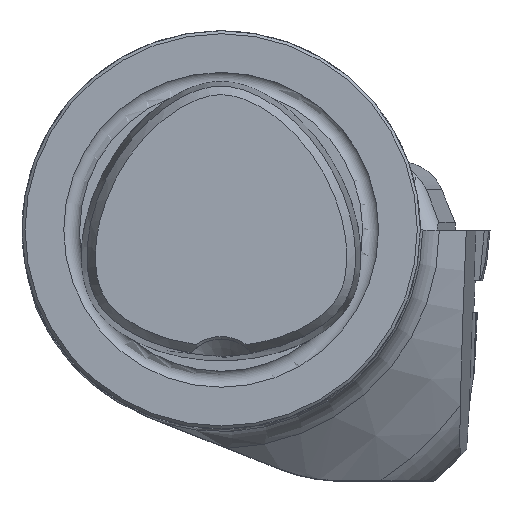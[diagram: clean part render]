
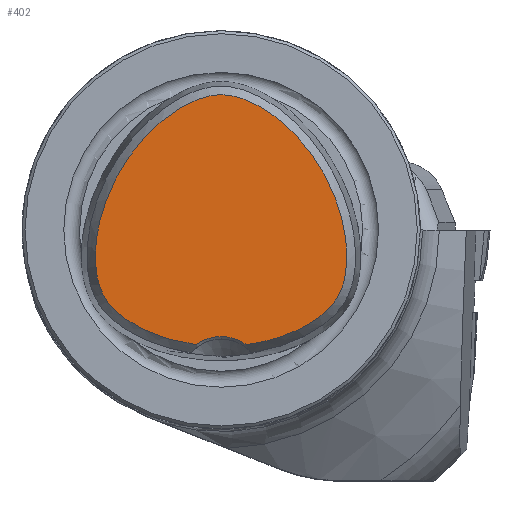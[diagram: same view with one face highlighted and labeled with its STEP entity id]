
A CAD part, top view. The second image highlights one B-rep face of the part: STEP entity #402.
In plain terms, the highlighted planar face has unit normal (0, 0, 1).
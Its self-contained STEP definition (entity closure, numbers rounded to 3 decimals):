
#266=B_SPLINE_CURVE_WITH_KNOTS('',3,(#5064,#5065,#5066,#5067,#5068,#5069,
#5070,#5071,#5072,#5073,#5074,#5075,#5076,#5077,#5078,#5079,#5080,#5081,
#5082,#5083,#5084,#5085,#5086,#5087,#5088,#5089,#5090,#5091,#5092,#5093,
#5094,#5095,#5096,#5097,#5098,#5099,#5100,#5101,#5102,#5103,#5104,#5105,
#5106,#5107,#5108,#5109,#5110,#5111,#5112,#5113,#5114,#5115,#5116,#5117,
#5118,#5119,#5120,#5121,#5122),.UNSPECIFIED.,.T.,.F.,(1,1,2,1,1,1,1,1,1,
1,1,1,1,1,1,1,1,1,1,1,1,1,1,1,1,1,1,1,1,1,1,1,1,1,1,1,1,1,1,1,1,1,1,1,1,
1,1,1,1,1,1,1,1,1,1,1,1,1,2,1,1),(-0.063,-0.031,0.,0.031,0.063,0.078,
0.094,0.109,0.125,0.141,0.156,0.164,0.172,0.188,0.203,
0.219,0.234,0.25,0.266,0.281,0.313,0.344,0.375,0.406,0.422,
0.438,0.453,0.469,0.484,0.492,0.5,0.508,0.516,0.531,
0.547,0.563,0.578,0.594,0.625,0.656,0.688,0.719,0.734,
0.75,0.766,0.781,0.797,0.813,0.828,0.836,0.844,0.859,
0.875,0.891,0.906,0.922,0.938,0.969,1.,1.031,1.063),
 .UNSPECIFIED.);
#402=ADVANCED_FACE('CU_E_LO_SU_2',(#645),#561,.T.);
#561=PLANE('',#3248);
#645=FACE_OUTER_BOUND('',#816,.T.);
#816=EDGE_LOOP('',(#1275,#1276));
#1050=CIRCLE('',#3247,4.25);
#1275=ORIENTED_EDGE('',*,*,#2438,.F.);
#1276=ORIENTED_EDGE('',*,*,#2440,.T.);
#2115=VERTEX_POINT('',#5063);
#2116=VERTEX_POINT('',#5123);
#2438=EDGE_CURVE('',#2115,#2116,#266,.T.);
#2440=EDGE_CURVE('',#2115,#2116,#1050,.T.);
#3247=AXIS2_PLACEMENT_3D('',#5305,#3641,#3642);
#3248=AXIS2_PLACEMENT_3D('',#5306,#3643,#3644);
#3641=DIRECTION('',(0.,0.,-1.));
#3642=DIRECTION('',(-1.,0.,0.));
#3643=DIRECTION('',(0.,0.,1.));
#3644=DIRECTION('',(-1.,0.,0.));
#5063=CARTESIAN_POINT('',(-2.513,-11.572,24.));
#5064=CARTESIAN_POINT('',(0.872,-11.732,24.));
#5065=CARTESIAN_POINT('',(-0.872,-11.732,24.));
#5066=CARTESIAN_POINT('',(-2.57,-11.622,24.));
#5067=CARTESIAN_POINT('',(-4.66,-11.205,24.));
#5068=CARTESIAN_POINT('',(-6.288,-10.692,24.));
#5069=CARTESIAN_POINT('',(-7.461,-10.22,24.));
#5070=CARTESIAN_POINT('',(-8.578,-9.656,24.));
#5071=CARTESIAN_POINT('',(-9.62,-8.997,24.));
#5072=CARTESIAN_POINT('',(-10.554,-8.244,24.));
#5073=CARTESIAN_POINT('',(-11.203,-7.545,24.));
#5074=CARTESIAN_POINT('',(-11.633,-6.928,24.));
#5075=CARTESIAN_POINT('',(-11.995,-6.276,24.));
#5076=CARTESIAN_POINT('',(-12.322,-5.396,24.));
#5077=CARTESIAN_POINT('',(-12.556,-4.234,24.));
#5078=CARTESIAN_POINT('',(-12.649,-3.015,24.));
#5079=CARTESIAN_POINT('',(-12.617,-1.769,24.));
#5080=CARTESIAN_POINT('',(-12.474,-0.517,24.));
#5081=CARTESIAN_POINT('',(-12.23,0.73,24.));
#5082=CARTESIAN_POINT('',(-11.778,2.381,24.));
#5083=CARTESIAN_POINT('',(-11.003,4.37,24.));
#5084=CARTESIAN_POINT('',(-9.763,6.629,24.));
#5085=CARTESIAN_POINT('',(-8.244,8.706,24.));
#5086=CARTESIAN_POINT('',(-6.768,10.237,24.));
#5087=CARTESIAN_POINT('',(-5.458,11.322,24.));
#5088=CARTESIAN_POINT('',(-4.428,12.04,24.));
#5089=CARTESIAN_POINT('',(-3.35,12.653,24.));
#5090=CARTESIAN_POINT('',(-2.238,13.136,24.));
#5091=CARTESIAN_POINT('',(-1.305,13.401,24.));
#5092=CARTESIAN_POINT('',(-0.551,13.513,24.));
#5093=CARTESIAN_POINT('',(0.,13.541,24.));
#5094=CARTESIAN_POINT('',(0.551,13.513,24.));
#5095=CARTESIAN_POINT('',(1.305,13.401,24.));
#5096=CARTESIAN_POINT('',(2.238,13.136,24.));
#5097=CARTESIAN_POINT('',(3.35,12.653,24.));
#5098=CARTESIAN_POINT('',(4.428,12.04,24.));
#5099=CARTESIAN_POINT('',(5.458,11.322,24.));
#5100=CARTESIAN_POINT('',(6.768,10.237,24.));
#5101=CARTESIAN_POINT('',(8.244,8.706,24.));
#5102=CARTESIAN_POINT('',(9.763,6.629,24.));
#5103=CARTESIAN_POINT('',(11.003,4.37,24.));
#5104=CARTESIAN_POINT('',(11.778,2.381,24.));
#5105=CARTESIAN_POINT('',(12.23,0.73,24.));
#5106=CARTESIAN_POINT('',(12.474,-0.517,24.));
#5107=CARTESIAN_POINT('',(12.617,-1.769,24.));
#5108=CARTESIAN_POINT('',(12.649,-3.015,24.));
#5109=CARTESIAN_POINT('',(12.556,-4.234,24.));
#5110=CARTESIAN_POINT('',(12.322,-5.396,24.));
#5111=CARTESIAN_POINT('',(11.995,-6.276,24.));
#5112=CARTESIAN_POINT('',(11.633,-6.928,24.));
#5113=CARTESIAN_POINT('',(11.203,-7.545,24.));
#5114=CARTESIAN_POINT('',(10.554,-8.244,24.));
#5115=CARTESIAN_POINT('',(9.62,-8.997,24.));
#5116=CARTESIAN_POINT('',(8.578,-9.656,24.));
#5117=CARTESIAN_POINT('',(7.461,-10.22,24.));
#5118=CARTESIAN_POINT('',(6.288,-10.692,24.));
#5119=CARTESIAN_POINT('',(4.66,-11.205,24.));
#5120=CARTESIAN_POINT('',(2.57,-11.622,24.));
#5121=CARTESIAN_POINT('',(0.872,-11.732,24.));
#5122=CARTESIAN_POINT('',(-0.872,-11.732,24.));
#5123=CARTESIAN_POINT('',(2.513,-11.572,24.));
#5305=CARTESIAN_POINT('',(0.,-15.,24.));
#5306=CARTESIAN_POINT('',(0.,0.,24.));
